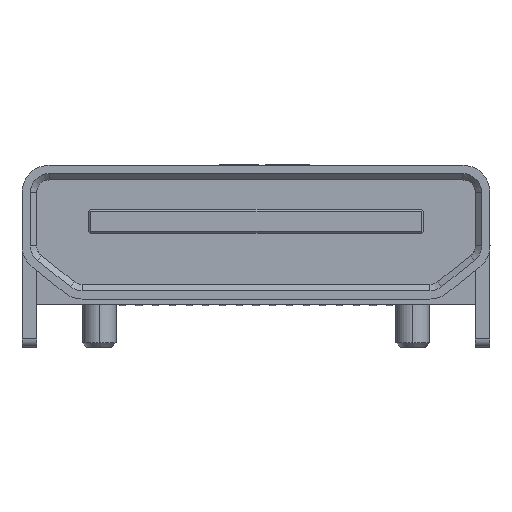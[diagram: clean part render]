
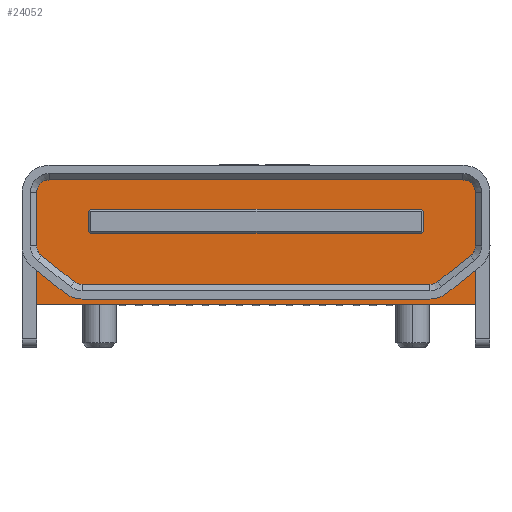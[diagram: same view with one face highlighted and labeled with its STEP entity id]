
A CAD part, front view. The second image highlights one B-rep face of the part: STEP entity #24052.
In plain terms, the highlighted planar face has unit normal (0, -1, 0).
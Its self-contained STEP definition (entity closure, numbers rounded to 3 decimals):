
#104 = FACE_BOUND ( 'NONE', #6201, .T. ) ;
#139 = DIRECTION ( 'NONE',  ( 0., 0., -1. ) ) ;
#522 = ORIENTED_EDGE ( 'NONE', *, *, #31886, .F. ) ;
#541 = VERTEX_POINT ( 'NONE', #17096 ) ;
#562 = CIRCLE ( 'NONE', #1070, 0.3 ) ;
#948 = AXIS2_PLACEMENT_3D ( 'NONE', #26392, #1669, #9640 ) ;
#1070 = AXIS2_PLACEMENT_3D ( 'NONE', #14299, #26688, #24234 ) ;
#1189 = AXIS2_PLACEMENT_3D ( 'NONE', #17138, #11995, #29536 ) ;
#1213 = EDGE_CURVE ( 'NONE', #10682, #13351, #26674, .T. ) ;
#1326 = CARTESIAN_POINT ( 'NONE',  ( 4.95, -2.5, 1.25 ) ) ;
#1669 = DIRECTION ( 'NONE',  ( 0., 1., 0. ) ) ;
#1684 = VECTOR ( 'NONE', #22793, 1000. ) ;
#2017 = EDGE_CURVE ( 'NONE', #19948, #541, #20218, .T. ) ;
#2629 = ORIENTED_EDGE ( 'NONE', *, *, #27779, .F. ) ;
#3135 = CARTESIAN_POINT ( 'NONE',  ( -3.95, -2.5, 0.554 ) ) ;
#3895 = CARTESIAN_POINT ( 'NONE',  ( -4., -2.5, 0.554 ) ) ;
#4301 = DIRECTION ( 'NONE',  ( 0.707, 0., 0.707 ) ) ;
#4454 = VERTEX_POINT ( 'NONE', #27118 ) ;
#4531 = DIRECTION ( 'NONE',  ( -1., 0., 0. ) ) ;
#4554 = DIRECTION ( 'NONE',  ( 0., 0., 1. ) ) ;
#5301 = ORIENTED_EDGE ( 'NONE', *, *, #2017, .F. ) ;
#5364 = CARTESIAN_POINT ( 'NONE',  ( -4., -2.5, 0.024 ) ) ;
#5452 = CARTESIAN_POINT ( 'NONE',  ( -4., -2.5, 0.504 ) ) ;
#5921 = VECTOR ( 'NONE', #13843, 1000. ) ;
#6201 = EDGE_LOOP ( 'NONE', ( #17758, #13081, #5301, #20393, #7470, #20737, #2629, #12654 ) ) ;
#6644 = EDGE_CURVE ( 'NONE', #541, #16379, #31841, .T. ) ;
#7054 = EDGE_CURVE ( 'NONE', #13351, #26948, #27532, .T. ) ;
#7132 = LINE ( 'NONE', #17491, #16695 ) ;
#7470 = ORIENTED_EDGE ( 'NONE', *, *, #7054, .F. ) ;
#7833 = CARTESIAN_POINT ( 'NONE',  ( -4.95, -2.5, 1.25 ) ) ;
#7953 = DIRECTION ( 'NONE',  ( 0.707, 0., -0.707 ) ) ;
#8094 = VERTEX_POINT ( 'NONE', #15633 ) ;
#8444 = LINE ( 'NONE', #3895, #14761 ) ;
#8455 = LINE ( 'NONE', #25353, #17459 ) ;
#8769 = CIRCLE ( 'NONE', #948, 0.3 ) ;
#8946 = DIRECTION ( 'NONE',  ( 0., 0., -1. ) ) ;
#9121 = VECTOR ( 'NONE', #4554, 1000. ) ;
#9217 = CARTESIAN_POINT ( 'NONE',  ( 3.95, -2.5, -0.026 ) ) ;
#9452 = CARTESIAN_POINT ( 'NONE',  ( -5.25, -2.5, 0.95 ) ) ;
#9640 = DIRECTION ( 'NONE',  ( -1., 0., 0. ) ) ;
#9956 = DIRECTION ( 'NONE',  ( 1., 0., 0. ) ) ;
#10279 = CARTESIAN_POINT ( 'NONE',  ( -4., -2.5, -0.026 ) ) ;
#10682 = VERTEX_POINT ( 'NONE', #15882 ) ;
#10901 = CARTESIAN_POINT ( 'NONE',  ( 3.95, -2.5, -0.026 ) ) ;
#11750 = VERTEX_POINT ( 'NONE', #7833 ) ;
#11995 = DIRECTION ( 'NONE',  ( 0., 1., 0. ) ) ;
#12061 = CARTESIAN_POINT ( 'NONE',  ( 4.95, -2.5, 1.25 ) ) ;
#12316 = PLANE ( 'NONE',  #1189 ) ;
#12654 = ORIENTED_EDGE ( 'NONE', *, *, #17901, .F. ) ;
#12987 = VECTOR ( 'NONE', #26800, 1000. ) ;
#13081 = ORIENTED_EDGE ( 'NONE', *, *, #6644, .F. ) ;
#13163 = DIRECTION ( 'NONE',  ( -0.707, 0., 0.707 ) ) ;
#13351 = VERTEX_POINT ( 'NONE', #25877 ) ;
#13566 = VERTEX_POINT ( 'NONE', #15098 ) ;
#13843 = DIRECTION ( 'NONE',  ( 1., 0., 0. ) ) ;
#14286 = VECTOR ( 'NONE', #4531, 1000. ) ;
#14299 = CARTESIAN_POINT ( 'NONE',  ( 4.95, -2.5, 0.95 ) ) ;
#14457 = LINE ( 'NONE', #1326, #5921 ) ;
#14585 = EDGE_LOOP ( 'NONE', ( #22906, #18407, #18437, #28467, #522, #14829 ) ) ;
#14761 = VECTOR ( 'NONE', #8946, 1000. ) ;
#14829 = ORIENTED_EDGE ( 'NONE', *, *, #25084, .F. ) ;
#15098 = CARTESIAN_POINT ( 'NONE',  ( -5.25, -2.5, -1.73 ) ) ;
#15416 = VECTOR ( 'NONE', #4301, 1000. ) ;
#15633 = CARTESIAN_POINT ( 'NONE',  ( 4., -2.5, 0.024 ) ) ;
#15882 = CARTESIAN_POINT ( 'NONE',  ( 3.95, -2.5, 0.554 ) ) ;
#16379 = VERTEX_POINT ( 'NONE', #10901 ) ;
#16678 = CARTESIAN_POINT ( 'NONE',  ( 4., -2.5, 0.554 ) ) ;
#16695 = VECTOR ( 'NONE', #139, 1000. ) ;
#16991 = CARTESIAN_POINT ( 'NONE',  ( 5.25, -2.5, -1.73 ) ) ;
#17096 = CARTESIAN_POINT ( 'NONE',  ( -3.95, -2.5, -0.026 ) ) ;
#17138 = CARTESIAN_POINT ( 'NONE',  ( -4.95, -2.5, 0.95 ) ) ;
#17459 = VECTOR ( 'NONE', #13163, 1000. ) ;
#17491 = CARTESIAN_POINT ( 'NONE',  ( 5.25, -2.5, -1.73 ) ) ;
#17566 = VERTEX_POINT ( 'NONE', #12061 ) ;
#17754 = EDGE_CURVE ( 'NONE', #26948, #19948, #8444, .T. ) ;
#17758 = ORIENTED_EDGE ( 'NONE', *, *, #20129, .F. ) ;
#17901 = EDGE_CURVE ( 'NONE', #8094, #4454, #24353, .T. ) ;
#18407 = ORIENTED_EDGE ( 'NONE', *, *, #26370, .F. ) ;
#18437 = ORIENTED_EDGE ( 'NONE', *, *, #31347, .F. ) ;
#18689 = VECTOR ( 'NONE', #9956, 1000. ) ;
#19948 = VERTEX_POINT ( 'NONE', #30173 ) ;
#20021 = CARTESIAN_POINT ( 'NONE',  ( -5.25, -2.5, 0.95 ) ) ;
#20129 = EDGE_CURVE ( 'NONE', #16379, #8094, #26437, .T. ) ;
#20218 = LINE ( 'NONE', #5364, #27178 ) ;
#20393 = ORIENTED_EDGE ( 'NONE', *, *, #17754, .F. ) ;
#20737 = ORIENTED_EDGE ( 'NONE', *, *, #1213, .F. ) ;
#22793 = DIRECTION ( 'NONE',  ( -0.707, 0., -0.707 ) ) ;
#22906 = ORIENTED_EDGE ( 'NONE', *, *, #28346, .F. ) ;
#23802 = EDGE_CURVE ( 'NONE', #30255, #31664, #7132, .T. ) ;
#24052 = ADVANCED_FACE ( 'NONE', ( #104, #27110 ), #12316, .F. ) ;
#24206 = DIRECTION ( 'NONE',  ( 0., 0., 1. ) ) ;
#24234 = DIRECTION ( 'NONE',  ( -1., 0., 0. ) ) ;
#24353 = LINE ( 'NONE', #16678, #28653 ) ;
#24495 = LINE ( 'NONE', #16991, #12987 ) ;
#25084 = EDGE_CURVE ( 'NONE', #11750, #17566, #14457, .T. ) ;
#25353 = CARTESIAN_POINT ( 'NONE',  ( 4., -2.5, 0.504 ) ) ;
#25877 = CARTESIAN_POINT ( 'NONE',  ( -3.95, -2.5, 0.554 ) ) ;
#26370 = EDGE_CURVE ( 'NONE', #13566, #31873, #26700, .T. ) ;
#26392 = CARTESIAN_POINT ( 'NONE',  ( -4.95, -2.5, 0.95 ) ) ;
#26437 = LINE ( 'NONE', #9217, #15416 ) ;
#26674 = LINE ( 'NONE', #30870, #14286 ) ;
#26688 = DIRECTION ( 'NONE',  ( 0., 1., 0. ) ) ;
#26700 = LINE ( 'NONE', #20021, #9121 ) ;
#26800 = DIRECTION ( 'NONE',  ( -1., 0., 0. ) ) ;
#26948 = VERTEX_POINT ( 'NONE', #5452 ) ;
#27110 = FACE_OUTER_BOUND ( 'NONE', #14585, .T. ) ;
#27118 = CARTESIAN_POINT ( 'NONE',  ( 4., -2.5, 0.504 ) ) ;
#27178 = VECTOR ( 'NONE', #7953, 1000. ) ;
#27532 = LINE ( 'NONE', #3135, #1684 ) ;
#27779 = EDGE_CURVE ( 'NONE', #4454, #10682, #8455, .T. ) ;
#28346 = EDGE_CURVE ( 'NONE', #31873, #11750, #8769, .T. ) ;
#28467 = ORIENTED_EDGE ( 'NONE', *, *, #23802, .F. ) ;
#28653 = VECTOR ( 'NONE', #24206, 1000. ) ;
#29359 = CARTESIAN_POINT ( 'NONE',  ( 5.25, -2.5, -1.73 ) ) ;
#29536 = DIRECTION ( 'NONE',  ( -1., 0., 0. ) ) ;
#30094 = CARTESIAN_POINT ( 'NONE',  ( 5.25, -2.5, 0.95 ) ) ;
#30173 = CARTESIAN_POINT ( 'NONE',  ( -4., -2.5, 0.024 ) ) ;
#30255 = VERTEX_POINT ( 'NONE', #30094 ) ;
#30870 = CARTESIAN_POINT ( 'NONE',  ( -4., -2.5, 0.554 ) ) ;
#31347 = EDGE_CURVE ( 'NONE', #31664, #13566, #24495, .T. ) ;
#31664 = VERTEX_POINT ( 'NONE', #29359 ) ;
#31841 = LINE ( 'NONE', #10279, #18689 ) ;
#31873 = VERTEX_POINT ( 'NONE', #9452 ) ;
#31886 = EDGE_CURVE ( 'NONE', #17566, #30255, #562, .T. ) ;
